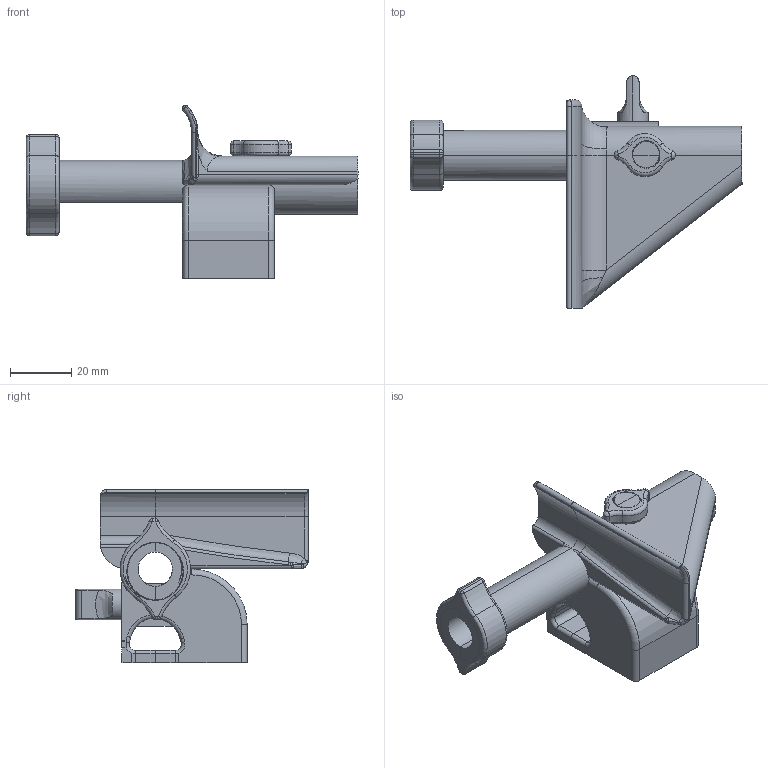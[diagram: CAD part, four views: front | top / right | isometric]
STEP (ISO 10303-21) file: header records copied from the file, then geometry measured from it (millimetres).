
FILE_DESCRIPTION(/* description */ (''),/* implementation_level */ '2;1');
FILE_NAME(/* name */ 'bow_7 v13.step',/* time_stamp */ '2025-05-12T11:42:51+02:00',/* author */ (''),/* organization */ (''),/* preprocessor_version */ 'ST-DEVELOPER v20.1',/* originating_system */ 'Autodesk Translation Framework v14.4.0.0',/* authorisation */ '');
FILE_SCHEMA (('AUTOMOTIVE_DESIGN { 1 0 10303 214 3 1 1 }'));
Length unit declared in the file: millimetre
Products named in the file (2): bow_7; scan
Assembly tree (1 placements, depth 2):
  bow_7
    scan
Bounding box: 108.38 x 76 x 56.54 mm (x, y, z)
Volume: 61406.2 mm3; surface area: 30867.4 mm2
Topology: 7 solids, 7 shells, 444 faces, 1202 edges, 766 vertices
Faces by surface type: cylinder 188, bspline 132, plane 81, torus 42, sphere 1
Full cylindrical faces by diameter (mm): 4.73 x10, 8.3 x7, 9.85 x1, 17.519 x3, 20.293 x4
Entity records: 24514 total; most frequent: CARTESIAN_POINT 14371, ORIENTED_EDGE 2398, DIRECTION 1685, EDGE_CURVE 1199, VERTEX_POINT 766, AXIS2_PLACEMENT_3D 636, B_SPLINE_CURVE_WITH_KNOTS 465, EDGE_LOOP 453
